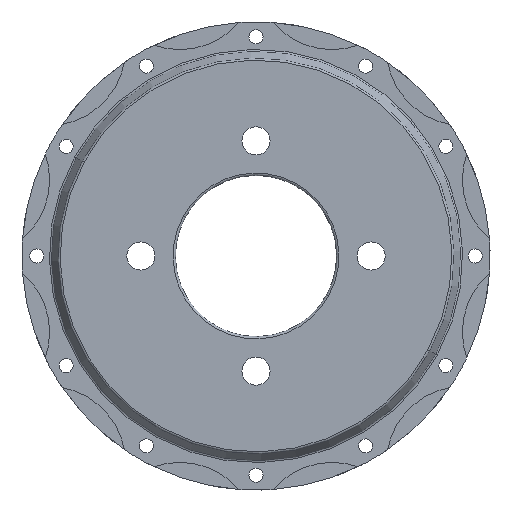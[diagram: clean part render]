
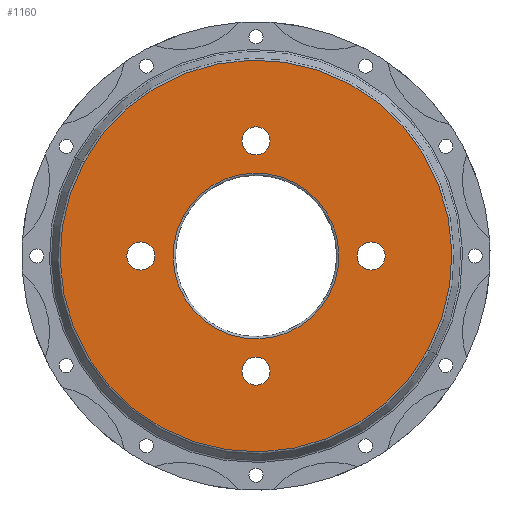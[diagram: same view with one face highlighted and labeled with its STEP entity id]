
A CAD part, left-side view. The second image highlights one B-rep face of the part: STEP entity #1160.
In plain terms, the highlighted planar face has unit normal (-1, 0, 0).
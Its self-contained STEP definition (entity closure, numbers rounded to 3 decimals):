
#70=CARTESIAN_POINT('Vertex',(0.,56.1,0.)) ;
#73=CARTESIAN_POINT('Axis2P3D Location',(0.,50.,0.)) ;
#77=CARTESIAN_POINT('Vertex',(0.,43.9,0.)) ;
#97=CARTESIAN_POINT('Axis2P3D Location',(0.,50.,0.)) ;
#127=CARTESIAN_POINT('Vertex',(0.,-43.9,0.)) ;
#130=CARTESIAN_POINT('Axis2P3D Location',(0.,-50.,0.)) ;
#134=CARTESIAN_POINT('Vertex',(0.,-56.1,0.)) ;
#154=CARTESIAN_POINT('Axis2P3D Location',(0.,-50.,0.)) ;
#184=CARTESIAN_POINT('Vertex',(0.,6.1,-50.)) ;
#187=CARTESIAN_POINT('Axis2P3D Location',(0.,0.,-50.)) ;
#191=CARTESIAN_POINT('Vertex',(0.,-6.1,-50.)) ;
#211=CARTESIAN_POINT('Axis2P3D Location',(0.,0.,-50.)) ;
#241=CARTESIAN_POINT('Vertex',(0.,6.1,50.)) ;
#244=CARTESIAN_POINT('Axis2P3D Location',(0.,0.,50.)) ;
#248=CARTESIAN_POINT('Vertex',(0.,-6.1,50.)) ;
#268=CARTESIAN_POINT('Axis2P3D Location',(0.,0.,50.)) ;
#975=CARTESIAN_POINT('Vertex',(0.,-74.661,-40.787)) ;
#978=CARTESIAN_POINT('Axis2P3D Location',(0.,0.,0.)) ;
#982=CARTESIAN_POINT('Vertex',(0.,74.661,40.787)) ;
#1009=CARTESIAN_POINT('Axis2P3D Location',(0.,0.,0.)) ;
#1117=CARTESIAN_POINT('Axis2P3D Location',(0.,35.,0.)) ;
#1126=CARTESIAN_POINT('Axis2P3D Location',(0.,0.,0.)) ;
#1130=CARTESIAN_POINT('Vertex',(0.,-31.593,-17.259)) ;
#1132=CARTESIAN_POINT('Vertex',(0.,31.593,17.259)) ;
#1135=CARTESIAN_POINT('Axis2P3D Location',(0.,0.,0.)) ;
#74=DIRECTION('Axis2P3D Direction',(-1.,0.,0.)) ;
#98=DIRECTION('Axis2P3D Direction',(-1.,0.,0.)) ;
#131=DIRECTION('Axis2P3D Direction',(-1.,0.,0.)) ;
#155=DIRECTION('Axis2P3D Direction',(-1.,0.,0.)) ;
#188=DIRECTION('Axis2P3D Direction',(-1.,0.,0.)) ;
#212=DIRECTION('Axis2P3D Direction',(-1.,0.,0.)) ;
#245=DIRECTION('Axis2P3D Direction',(-1.,0.,0.)) ;
#269=DIRECTION('Axis2P3D Direction',(-1.,0.,0.)) ;
#979=DIRECTION('Axis2P3D Direction',(1.,0.,-0.)) ;
#1010=DIRECTION('Axis2P3D Direction',(1.,-0.,0.)) ;
#1118=DIRECTION('Axis2P3D Direction',(1.,0.,0.)) ;
#1119=DIRECTION('Axis2P3D XDirection',(0.,1.,0.)) ;
#1127=DIRECTION('Axis2P3D Direction',(1.,0.,0.)) ;
#1136=DIRECTION('Axis2P3D Direction',(1.,0.,0.)) ;
#75=AXIS2_PLACEMENT_3D('Circle Axis2P3D',#73,#74,$) ;
#99=AXIS2_PLACEMENT_3D('Circle Axis2P3D',#97,#98,$) ;
#132=AXIS2_PLACEMENT_3D('Circle Axis2P3D',#130,#131,$) ;
#156=AXIS2_PLACEMENT_3D('Circle Axis2P3D',#154,#155,$) ;
#189=AXIS2_PLACEMENT_3D('Circle Axis2P3D',#187,#188,$) ;
#213=AXIS2_PLACEMENT_3D('Circle Axis2P3D',#211,#212,$) ;
#246=AXIS2_PLACEMENT_3D('Circle Axis2P3D',#244,#245,$) ;
#270=AXIS2_PLACEMENT_3D('Circle Axis2P3D',#268,#269,$) ;
#980=AXIS2_PLACEMENT_3D('Circle Axis2P3D',#978,#979,$) ;
#1011=AXIS2_PLACEMENT_3D('Circle Axis2P3D',#1009,#1010,$) ;
#1120=AXIS2_PLACEMENT_3D('Plane Axis2P3D',#1117,#1118,#1119) ;
#1128=AXIS2_PLACEMENT_3D('Circle Axis2P3D',#1126,#1127,$) ;
#1137=AXIS2_PLACEMENT_3D('Circle Axis2P3D',#1135,#1136,$) ;
#1123=ORIENTED_EDGE('',*,*,#1013,.F.) ;
#1124=ORIENTED_EDGE('',*,*,#984,.F.) ;
#1141=ORIENTED_EDGE('',*,*,#1134,.T.) ;
#1142=ORIENTED_EDGE('',*,*,#1139,.T.) ;
#1145=ORIENTED_EDGE('',*,*,#250,.F.) ;
#1146=ORIENTED_EDGE('',*,*,#272,.F.) ;
#1149=ORIENTED_EDGE('',*,*,#136,.F.) ;
#1150=ORIENTED_EDGE('',*,*,#158,.F.) ;
#1153=ORIENTED_EDGE('',*,*,#79,.F.) ;
#1154=ORIENTED_EDGE('',*,*,#101,.F.) ;
#1157=ORIENTED_EDGE('',*,*,#193,.F.) ;
#1158=ORIENTED_EDGE('',*,*,#215,.F.) ;
#1143=FACE_BOUND('',#1140,.T.) ;
#1147=FACE_BOUND('',#1144,.T.) ;
#1151=FACE_BOUND('',#1148,.T.) ;
#1155=FACE_BOUND('',#1152,.T.) ;
#1159=FACE_BOUND('',#1156,.T.) ;
#1160=ADVANCED_FACE('Corps principal',(#1125,#1143,#1147,#1151,#1155,#1159),#1121,.F.) ;
#76=CIRCLE('generated circle',#75,6.1) ;
#100=CIRCLE('generated circle',#99,6.1) ;
#133=CIRCLE('generated circle',#132,6.1) ;
#157=CIRCLE('generated circle',#156,6.1) ;
#190=CIRCLE('generated circle',#189,6.1) ;
#214=CIRCLE('generated circle',#213,6.1) ;
#247=CIRCLE('generated circle',#246,6.1) ;
#271=CIRCLE('generated circle',#270,6.1) ;
#981=CIRCLE('generated circle',#980,85.076) ;
#1012=CIRCLE('generated circle',#1011,85.076) ;
#1129=CIRCLE('generated circle',#1128,36.) ;
#1138=CIRCLE('generated circle',#1137,36.) ;
#79=EDGE_CURVE('',#71,#78,#76,.T.) ;
#101=EDGE_CURVE('',#78,#71,#100,.T.) ;
#136=EDGE_CURVE('',#128,#135,#133,.T.) ;
#158=EDGE_CURVE('',#135,#128,#157,.T.) ;
#193=EDGE_CURVE('',#185,#192,#190,.T.) ;
#215=EDGE_CURVE('',#192,#185,#214,.T.) ;
#250=EDGE_CURVE('',#242,#249,#247,.T.) ;
#272=EDGE_CURVE('',#249,#242,#271,.T.) ;
#984=EDGE_CURVE('',#976,#983,#981,.T.) ;
#1013=EDGE_CURVE('',#983,#976,#1012,.T.) ;
#1134=EDGE_CURVE('',#1131,#1133,#1129,.T.) ;
#1139=EDGE_CURVE('',#1133,#1131,#1138,.T.) ;
#1122=EDGE_LOOP('',(#1123,#1124)) ;
#1140=EDGE_LOOP('',(#1141,#1142)) ;
#1144=EDGE_LOOP('',(#1145,#1146)) ;
#1148=EDGE_LOOP('',(#1149,#1150)) ;
#1152=EDGE_LOOP('',(#1153,#1154)) ;
#1156=EDGE_LOOP('',(#1157,#1158)) ;
#1125=FACE_OUTER_BOUND('',#1122,.T.) ;
#1121=PLANE('Plane',#1120) ;
#71=VERTEX_POINT('',#70) ;
#78=VERTEX_POINT('',#77) ;
#128=VERTEX_POINT('',#127) ;
#135=VERTEX_POINT('',#134) ;
#185=VERTEX_POINT('',#184) ;
#192=VERTEX_POINT('',#191) ;
#242=VERTEX_POINT('',#241) ;
#249=VERTEX_POINT('',#248) ;
#976=VERTEX_POINT('',#975) ;
#983=VERTEX_POINT('',#982) ;
#1131=VERTEX_POINT('',#1130) ;
#1133=VERTEX_POINT('',#1132) ;
